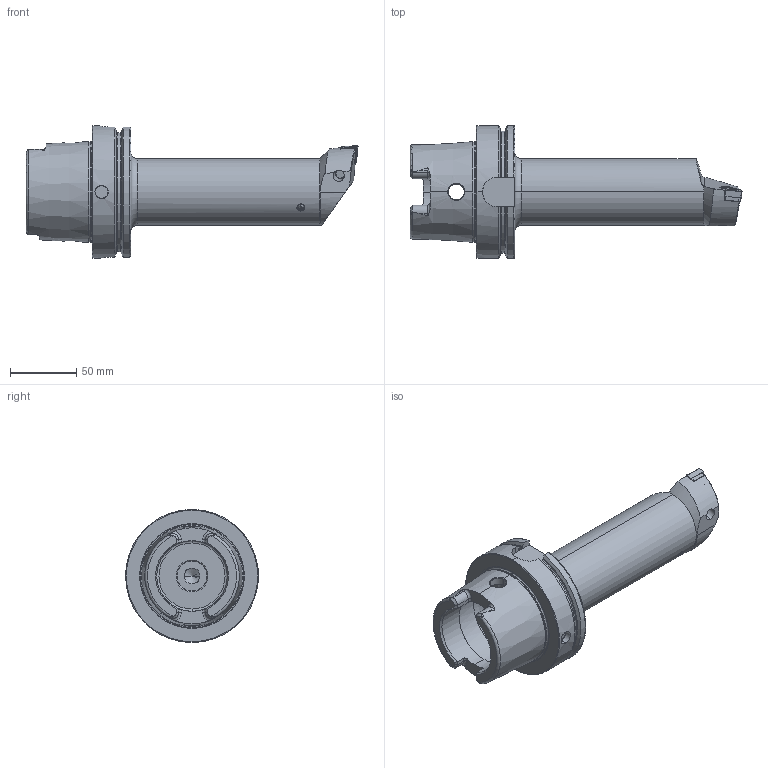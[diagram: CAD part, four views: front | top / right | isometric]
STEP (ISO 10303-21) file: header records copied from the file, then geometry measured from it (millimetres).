
FILE_DESCRIPTION (( 'STEP AP203' ), '1' );
FILE_NAME ('HA0.PCD.LLD.200.STEP', '2014-03-28T07:09:04', ( 'baer' ), ( 'Hewlett-Packard Company' ), 'SwSTEP 2.0', 'SolidWorks 2012', '' );
FILE_SCHEMA (( 'CONFIG_CONTROL_DESIGN' ));
Length unit declared in the file: millimetre
Products named in the file (8): HA0.PCD.LLD.200; WCD-ER1.101.000; WCD-ER3.101.000_A; WCD-ER4.101.017_A; KVT_MB_600_060; CNMG120404; WCD-ER2.101.003_A; HA0-PCD.LLD.200_A_Fertigbearbeitung
Assembly tree (7 placements, depth 2):
  HA0.PCD.LLD.200
    HA0-PCD.LLD.200_A_Fertigbearbeitung
    WCD-ER2.101.003_A
    CNMG120404
    KVT_MB_600_060
    WCD-ER4.101.017_A
    WCD-ER3.101.000_A
    WCD-ER1.101.000
Bounding box: 249.86 x 100 x 100 mm (x, y, z)
Volume: 542282.8 mm3; surface area: 83573.8 mm2
Topology: 8 solids, 8 shells, 377 faces, 958 edges, 586 vertices
Faces by surface type: plane 114, cylinder 107, cone 97, torus 40, bspline 17, sphere 2
Entity records: 13878 total; most frequent: CARTESIAN_POINT 4326, ORIENTED_EDGE 1882, DIRECTION 1777, EDGE_CURVE 941, AXIS2_PLACEMENT_3D 689, VERTEX_POINT 583, LINE 399, VECTOR 399
